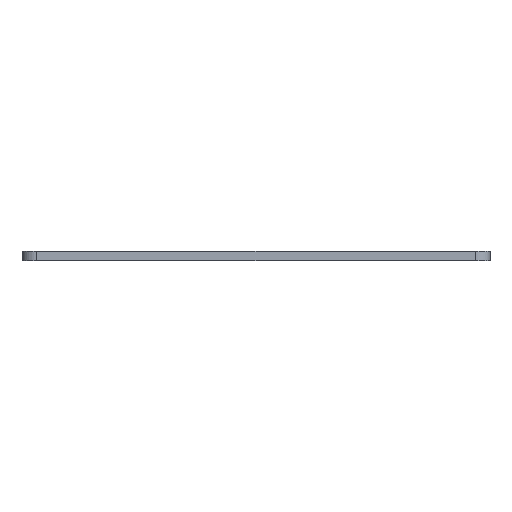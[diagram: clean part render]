
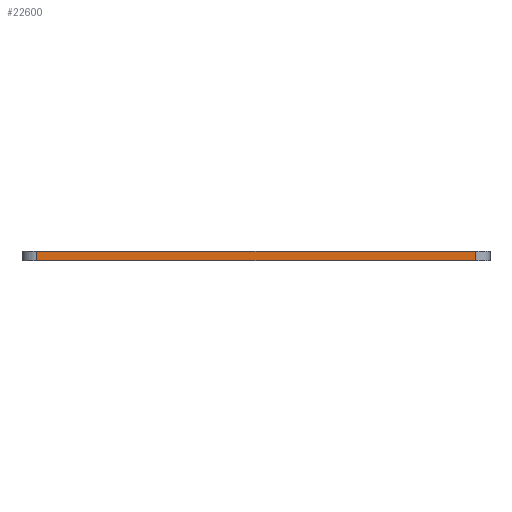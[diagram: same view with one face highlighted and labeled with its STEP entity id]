
A CAD part, left-side view. The second image highlights one B-rep face of the part: STEP entity #22600.
In plain terms, the highlighted planar face has unit normal (-1, 0, 0).
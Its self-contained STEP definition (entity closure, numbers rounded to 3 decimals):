
#55 = CYLINDRICAL_SURFACE('',#56,2.381);
#56 = AXIS2_PLACEMENT_3D('',#57,#58,#59);
#57 = CARTESIAN_POINT('',(148.83,-42.863,0.));
#58 = DIRECTION('',(-0.,-0.,-1.));
#59 = DIRECTION('',(1.,0.,-0.));
#83 = PLANE('',#84);
#84 = AXIS2_PLACEMENT_3D('',#85,#86,#87);
#85 = CARTESIAN_POINT('',(260.748,-78.581,1.6));
#86 = DIRECTION('',(-0.,-0.,-1.));
#87 = DIRECTION('',(-1.,0.,0.));
#137 = PLANE('',#138);
#138 = AXIS2_PLACEMENT_3D('',#139,#140,#141);
#139 = CARTESIAN_POINT('',(260.748,-78.581,0.));
#140 = DIRECTION('',(-0.,-0.,-1.));
#141 = DIRECTION('',(-1.,0.,0.));
#154 = VERTEX_POINT('',#155);
#155 = CARTESIAN_POINT('',(146.449,-42.863,1.6));
#181 = EDGE_CURVE('',#182,#154,#184,.T.);
#182 = VERTEX_POINT('',#183);
#183 = CARTESIAN_POINT('',(146.449,-42.863,0.));
#184 = SURFACE_CURVE('',#185,(#189,#196),.PCURVE_S1.);
#185 = LINE('',#186,#187);
#186 = CARTESIAN_POINT('',(146.449,-42.863,0.));
#187 = VECTOR('',#188,1.);
#188 = DIRECTION('',(0.,0.,1.));
#189 = PCURVE('',#55,#190);
#190 = DEFINITIONAL_REPRESENTATION('',(#191),#195);
#191 = LINE('',#192,#193);
#192 = CARTESIAN_POINT('',(-3.141,0.));
#193 = VECTOR('',#194,1.);
#194 = DIRECTION('',(-0.,-1.));
#195 = ( GEOMETRIC_REPRESENTATION_CONTEXT(2) 
PARAMETRIC_REPRESENTATION_CONTEXT() REPRESENTATION_CONTEXT('2D SPACE',''
  ) );
#196 = PCURVE('',#197,#202);
#197 = PLANE('',#198);
#198 = AXIS2_PLACEMENT_3D('',#199,#200,#201);
#199 = CARTESIAN_POINT('',(146.449,-114.3,0.));
#200 = DIRECTION('',(-1.,0.,0.));
#201 = DIRECTION('',(0.,1.,0.));
#202 = DEFINITIONAL_REPRESENTATION('',(#203),#207);
#203 = LINE('',#204,#205);
#204 = CARTESIAN_POINT('',(71.437,0.));
#205 = VECTOR('',#206,1.);
#206 = DIRECTION('',(0.,-1.));
#207 = ( GEOMETRIC_REPRESENTATION_CONTEXT(2) 
PARAMETRIC_REPRESENTATION_CONTEXT() REPRESENTATION_CONTEXT('2D SPACE',''
  ) );
#439 = VERTEX_POINT('',#440);
#440 = CARTESIAN_POINT('',(146.449,-114.3,0.));
#459 = CYLINDRICAL_SURFACE('',#460,2.381);
#460 = AXIS2_PLACEMENT_3D('',#461,#462,#463);
#461 = CARTESIAN_POINT('',(148.83,-114.3,0.));
#462 = DIRECTION('',(-0.,-0.,-1.));
#463 = DIRECTION('',(1.,0.,-0.));
#471 = EDGE_CURVE('',#439,#182,#472,.T.);
#472 = SURFACE_CURVE('',#473,(#477,#484),.PCURVE_S1.);
#473 = LINE('',#474,#475);
#474 = CARTESIAN_POINT('',(146.449,-114.3,0.));
#475 = VECTOR('',#476,1.);
#476 = DIRECTION('',(0.,1.,0.));
#477 = PCURVE('',#137,#478);
#478 = DEFINITIONAL_REPRESENTATION('',(#479),#483);
#479 = LINE('',#480,#481);
#480 = CARTESIAN_POINT('',(114.299,-35.719));
#481 = VECTOR('',#482,1.);
#482 = DIRECTION('',(0.,1.));
#483 = ( GEOMETRIC_REPRESENTATION_CONTEXT(2) 
PARAMETRIC_REPRESENTATION_CONTEXT() REPRESENTATION_CONTEXT('2D SPACE',''
  ) );
#484 = PCURVE('',#197,#485);
#485 = DEFINITIONAL_REPRESENTATION('',(#486),#490);
#486 = LINE('',#487,#488);
#487 = CARTESIAN_POINT('',(0.,0.));
#488 = VECTOR('',#489,1.);
#489 = DIRECTION('',(1.,0.));
#490 = ( GEOMETRIC_REPRESENTATION_CONTEXT(2) 
PARAMETRIC_REPRESENTATION_CONTEXT() REPRESENTATION_CONTEXT('2D SPACE',''
  ) );
#12544 = VERTEX_POINT('',#12545);
#12545 = CARTESIAN_POINT('',(146.449,-114.3,1.6));
#12571 = EDGE_CURVE('',#12544,#154,#12572,.T.);
#12572 = SURFACE_CURVE('',#12573,(#12577,#12584),.PCURVE_S1.);
#12573 = LINE('',#12574,#12575);
#12574 = CARTESIAN_POINT('',(146.449,-114.3,1.6));
#12575 = VECTOR('',#12576,1.);
#12576 = DIRECTION('',(0.,1.,0.));
#12577 = PCURVE('',#83,#12578);
#12578 = DEFINITIONAL_REPRESENTATION('',(#12579),#12583);
#12579 = LINE('',#12580,#12581);
#12580 = CARTESIAN_POINT('',(114.299,-35.719));
#12581 = VECTOR('',#12582,1.);
#12582 = DIRECTION('',(0.,1.));
#12583 = ( GEOMETRIC_REPRESENTATION_CONTEXT(2) 
PARAMETRIC_REPRESENTATION_CONTEXT() REPRESENTATION_CONTEXT('2D SPACE',''
  ) );
#12584 = PCURVE('',#197,#12585);
#12585 = DEFINITIONAL_REPRESENTATION('',(#12586),#12590);
#12586 = LINE('',#12587,#12588);
#12587 = CARTESIAN_POINT('',(0.,-1.6));
#12588 = VECTOR('',#12589,1.);
#12589 = DIRECTION('',(1.,0.));
#12590 = ( GEOMETRIC_REPRESENTATION_CONTEXT(2) 
PARAMETRIC_REPRESENTATION_CONTEXT() REPRESENTATION_CONTEXT('2D SPACE',''
  ) );
#22600 = ADVANCED_FACE('',(#22601),#197,.T.);
#22601 = FACE_BOUND('',#22602,.T.);
#22602 = EDGE_LOOP('',(#22603,#22624,#22625,#22626));
#22603 = ORIENTED_EDGE('',*,*,#22604,.T.);
#22604 = EDGE_CURVE('',#439,#12544,#22605,.T.);
#22605 = SURFACE_CURVE('',#22606,(#22610,#22617),.PCURVE_S1.);
#22606 = LINE('',#22607,#22608);
#22607 = CARTESIAN_POINT('',(146.449,-114.3,0.));
#22608 = VECTOR('',#22609,1.);
#22609 = DIRECTION('',(0.,0.,1.));
#22610 = PCURVE('',#197,#22611);
#22611 = DEFINITIONAL_REPRESENTATION('',(#22612),#22616);
#22612 = LINE('',#22613,#22614);
#22613 = CARTESIAN_POINT('',(0.,0.));
#22614 = VECTOR('',#22615,1.);
#22615 = DIRECTION('',(0.,-1.));
#22616 = ( GEOMETRIC_REPRESENTATION_CONTEXT(2) 
PARAMETRIC_REPRESENTATION_CONTEXT() REPRESENTATION_CONTEXT('2D SPACE',''
  ) );
#22617 = PCURVE('',#459,#22618);
#22618 = DEFINITIONAL_REPRESENTATION('',(#22619),#22623);
#22619 = LINE('',#22620,#22621);
#22620 = CARTESIAN_POINT('',(-3.142,0.));
#22621 = VECTOR('',#22622,1.);
#22622 = DIRECTION('',(-0.,-1.));
#22623 = ( GEOMETRIC_REPRESENTATION_CONTEXT(2) 
PARAMETRIC_REPRESENTATION_CONTEXT() REPRESENTATION_CONTEXT('2D SPACE',''
  ) );
#22624 = ORIENTED_EDGE('',*,*,#12571,.T.);
#22625 = ORIENTED_EDGE('',*,*,#181,.F.);
#22626 = ORIENTED_EDGE('',*,*,#471,.F.);
